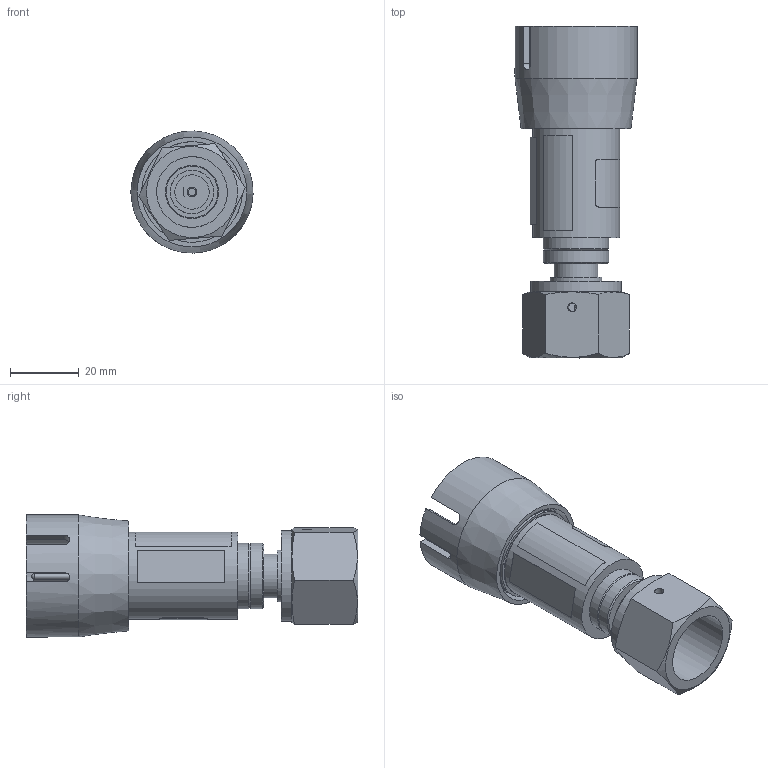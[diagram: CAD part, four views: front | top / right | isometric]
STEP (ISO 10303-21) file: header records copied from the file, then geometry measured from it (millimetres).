
FILE_DESCRIPTION (( 'STEP AP214' ), '1' );
FILE_NAME ('399-766 8 FVCR.STEP', '2018-02-06T21:29:31', ( '' ), ( '' ), 'SwSTEP 2.0', 'SolidWorks 2013', '' );
FILE_SCHEMA (( 'AUTOMOTIVE_DESIGN' ));
Length unit declared in the file: inch
Products named in the file (1): 399-766 8 FVCR
Bounding box: 35.55 x 96.65 x 35.54 mm (x, y, z)
Surface area: 17190.7 mm2 (no closed solid volume)
Topology: 0 solids, 17 shells, 123 faces, 349 edges, 229 vertices
Faces by surface type: cylinder 46, plane 42, bspline 12, torus 10, cone 8, sphere 5
Full cylindrical faces by diameter (mm): 1.575 x5, 2.057 x4, 2.54 x2, 2.845 x1, 12.7 x1, 15.062 x1, 15.494 x1, 19.05 x2, 20.625 x1, 25.4 x2, 26.416 x2, 27.178 x1, 29.337 x1, 31.242 x1, 35.56 x1
Entity records: 5657 total; most frequent: CARTESIAN_POINT 1296, DIRECTION 560, ORIENTED_EDGE 455, EDGE_CURVE 281, AXIS2_PLACEMENT_3D 233, VERTEX_POINT 205, EDGE_LOOP 180, FACE_OUTER_BOUND 151
